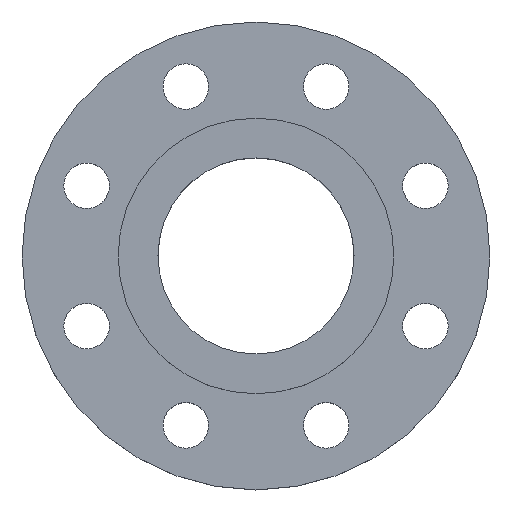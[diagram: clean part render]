
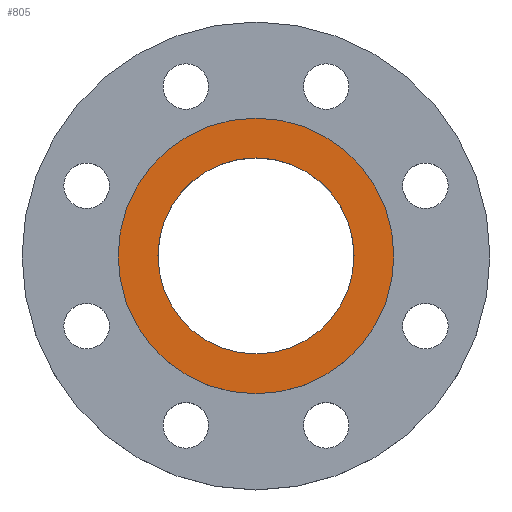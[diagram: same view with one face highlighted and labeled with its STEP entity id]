
A CAD part, top view. The second image highlights one B-rep face of the part: STEP entity #805.
In plain terms, the highlighted planar face has unit normal (0, 0, 1).
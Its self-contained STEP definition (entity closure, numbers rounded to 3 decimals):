
#189 = AXIS2_PLACEMENT_3D ( 'NONE', #208, #207, #206 ) ;
#191 = DIRECTION ( 'NONE',  ( 1., 0., 0. ) ) ;
#193 = DIRECTION ( 'NONE',  ( 0., 0., 1. ) ) ;
#194 = CARTESIAN_POINT ( 'NONE',  ( 0., 0., 0. ) ) ;
#195 = PLANE ( 'NONE',  #347 ) ;
#196 = FACE_OUTER_BOUND ( 'NONE', #501, .T. ) ;
#197 = FACE_BOUND ( 'NONE', #768, .T. ) ;
#206 = DIRECTION ( 'NONE',  ( -1., 0., 0. ) ) ;
#207 = DIRECTION ( 'NONE',  ( 0., 0., -1. ) ) ;
#208 = CARTESIAN_POINT ( 'NONE',  ( 0., 0., 0. ) ) ;
#211 = CARTESIAN_POINT ( 'NONE',  ( -38.75, 0., 0. ) ) ;
#219 = CARTESIAN_POINT ( 'NONE',  ( 54.5, 0., 0. ) ) ;
#225 = DIRECTION ( 'NONE',  ( 1., 0., 0. ) ) ;
#226 = DIRECTION ( 'NONE',  ( 0., 0., 1. ) ) ;
#231 = CARTESIAN_POINT ( 'NONE',  ( 0., 0., 0. ) ) ;
#249 = CARTESIAN_POINT ( 'NONE',  ( 38.75, 0., 0. ) ) ;
#250 = CARTESIAN_POINT ( 'NONE',  ( -54.5, 0., 0. ) ) ;
#347 = AXIS2_PLACEMENT_3D ( 'NONE', #194, #193, #191 ) ;
#350 = DIRECTION ( 'NONE',  ( 1., 0., 0. ) ) ;
#351 = DIRECTION ( 'NONE',  ( 0., 0., 1. ) ) ;
#352 = CARTESIAN_POINT ( 'NONE',  ( 0., 0., 0. ) ) ;
#389 = DIRECTION ( 'NONE',  ( -1., 0., 0. ) ) ;
#390 = DIRECTION ( 'NONE',  ( 0., 0., -1. ) ) ;
#392 = CARTESIAN_POINT ( 'NONE',  ( 0., 0., 0. ) ) ;
#402 = CIRCLE ( 'NONE', #545, 54.5 ) ;
#501 = EDGE_LOOP ( 'NONE', ( #941, #942 ) ) ;
#545 = AXIS2_PLACEMENT_3D ( 'NONE', #392, #390, #389 ) ;
#547 = AXIS2_PLACEMENT_3D ( 'NONE', #231, #226, #225 ) ;
#591 = EDGE_CURVE ( 'NONE', #787, #749, #402, .T. ) ;
#650 = EDGE_CURVE ( 'NONE', #789, #750, #779, .T. ) ;
#657 = CIRCLE ( 'NONE', #189, 54.5 ) ;
#749 = VERTEX_POINT ( 'NONE', #250 ) ;
#750 = VERTEX_POINT ( 'NONE', #249 ) ;
#768 = EDGE_LOOP ( 'NONE', ( #938, #939 ) ) ;
#770 = EDGE_CURVE ( 'NONE', #750, #789, #965, .T. ) ;
#779 = CIRCLE ( 'NONE', #944, 38.75 ) ;
#787 = VERTEX_POINT ( 'NONE', #219 ) ;
#789 = VERTEX_POINT ( 'NONE', #211 ) ;
#790 = EDGE_CURVE ( 'NONE', #749, #787, #657, .T. ) ;
#805 = ADVANCED_FACE ( 'NONE', ( #197, #196 ), #195, .T. ) ;
#938 = ORIENTED_EDGE ( 'NONE', *, *, #770, .F. ) ;
#939 = ORIENTED_EDGE ( 'NONE', *, *, #650, .F. ) ;
#941 = ORIENTED_EDGE ( 'NONE', *, *, #790, .F. ) ;
#942 = ORIENTED_EDGE ( 'NONE', *, *, #591, .F. ) ;
#944 = AXIS2_PLACEMENT_3D ( 'NONE', #352, #351, #350 ) ;
#965 = CIRCLE ( 'NONE', #547, 38.75 ) ;
